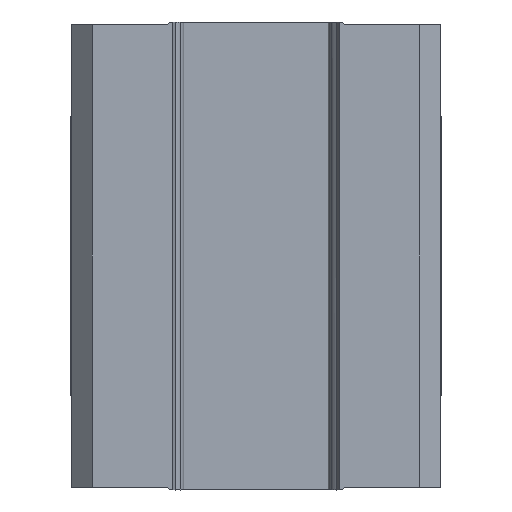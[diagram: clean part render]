
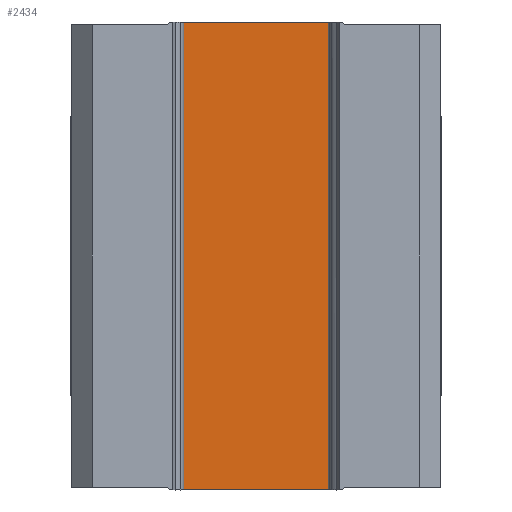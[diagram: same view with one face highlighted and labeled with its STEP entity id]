
A CAD part, front view. The second image highlights one B-rep face of the part: STEP entity #2434.
In plain terms, the highlighted planar face has unit normal (0, -1, 0).
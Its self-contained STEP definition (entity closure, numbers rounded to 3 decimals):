
#273=FACE_OUTER_BOUND('',#441,.T.);
#441=EDGE_LOOP('',(#2206,#2207,#2208,#2209));
#666=LINE('',#5296,#898);
#670=LINE('',#5302,#902);
#672=LINE('',#5306,#904);
#673=LINE('',#5308,#905);
#898=VECTOR('',#3260,34.);
#902=VECTOR('',#3266,11.601);
#904=VECTOR('',#3270,34.);
#905=VECTOR('',#3273,11.601);
#1204=VERTEX_POINT('',#5294);
#1205=VERTEX_POINT('',#5295);
#1206=VERTEX_POINT('',#5300);
#1207=VERTEX_POINT('',#5304);
#1534=EDGE_CURVE('',#1204,#1205,#666,.T.);
#1538=EDGE_CURVE('',#1205,#1206,#670,.T.);
#1540=EDGE_CURVE('',#1206,#1207,#672,.T.);
#1541=EDGE_CURVE('',#1207,#1204,#673,.T.);
#2206=ORIENTED_EDGE('',*,*,#1540,.T.);
#2207=ORIENTED_EDGE('',*,*,#1541,.T.);
#2208=ORIENTED_EDGE('',*,*,#1534,.T.);
#2209=ORIENTED_EDGE('',*,*,#1538,.T.);
#2294=PLANE('',#2639);
#2434=ADVANCED_FACE('',(#273),#2294,.T.);
#2639=AXIS2_PLACEMENT_3D('',#5309,#3274,#3275);
#3260=DIRECTION('',(0.,0.,1.));
#3266=DIRECTION('',(-1.,0.,0.));
#3270=DIRECTION('',(0.,0.,-1.));
#3273=DIRECTION('',(1.,0.,0.));
#3274=DIRECTION('center_axis',(0.,-1.,0.));
#3275=DIRECTION('ref_axis',(0.,0.,-1.));
#5294=CARTESIAN_POINT('',(5.801,2.2,-17.));
#5295=CARTESIAN_POINT('',(5.801,2.2,17.));
#5296=CARTESIAN_POINT('',(5.801,2.2,-16.8));
#5300=CARTESIAN_POINT('',(-5.801,2.2,17.));
#5302=CARTESIAN_POINT('',(5.801,2.2,17.));
#5304=CARTESIAN_POINT('',(-5.801,2.2,-17.));
#5306=CARTESIAN_POINT('',(-5.801,2.2,-16.8));
#5308=CARTESIAN_POINT('',(5.801,2.2,-17.));
#5309=CARTESIAN_POINT('Origin',(5.801,2.2,-16.8));
